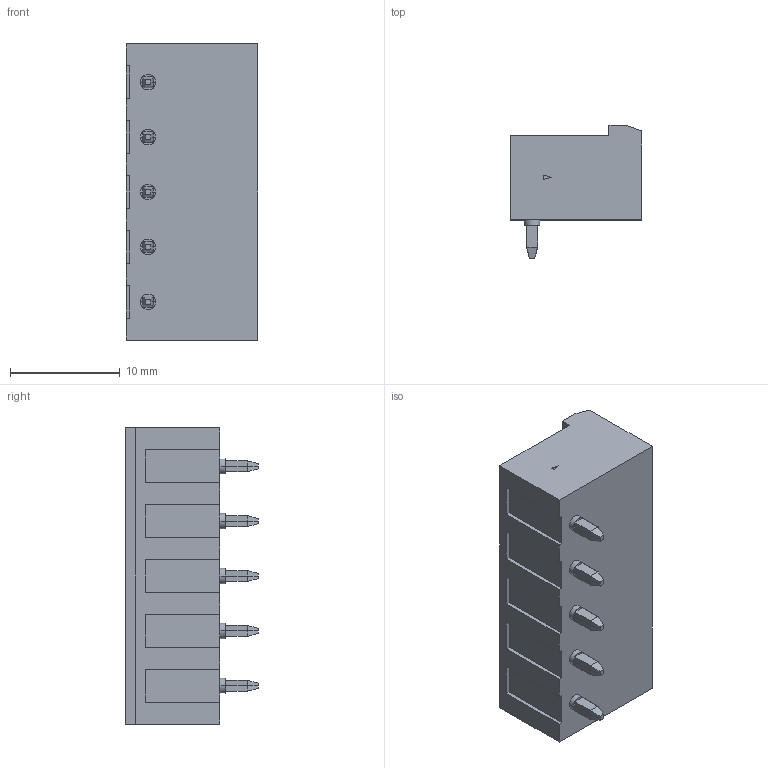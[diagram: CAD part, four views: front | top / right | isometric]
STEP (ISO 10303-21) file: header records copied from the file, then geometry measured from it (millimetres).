
FILE_DESCRIPTION(('SolidDesigner STEP Export'),'1');
FILE_NAME('mstba_2.5-hc-5-g.stp','2000-11-14T17:01:16',(''),(''), 'SolidDesigner STEP processor Version: 7.0(Mar 1999)for AP214(CD)(Solid Model)', 'CoCreate SolidDesigner: 08.01 19-Jun-2000(C) CoCreate Software GmbH','');
FILE_SCHEMA(('AUTOMOTIVE_DESIGN_CC2 {1 2 10303 214 -1 1 5 1}'));
Length unit declared in the file: millimetre
Products named in the file (2): mstba_2.5-hc-5-g
Assembly tree (1 placements, depth 2):
  mstba_2.5-hc-5-g
    mstba_2.5-hc-5-g
Bounding box: 12 x 12.1 x 27 mm (x, y, z)
Volume: 1389.8 mm3; surface area: 2033.3 mm2
Topology: 1 solids, 1 shells, 476 faces, 1092 edges, 653 vertices
Faces by surface type: plane 405, cylinder 61, cone 10
Entity records: 15791 total; most frequent: ORIENTED_EDGE 2184, CARTESIAN_POINT 2083, DIRECTION 1810, EDGE_CURVE 1092, VECTOR 790, LINE 790, VERTEX_POINT 653, EDGE_LOOP 511
